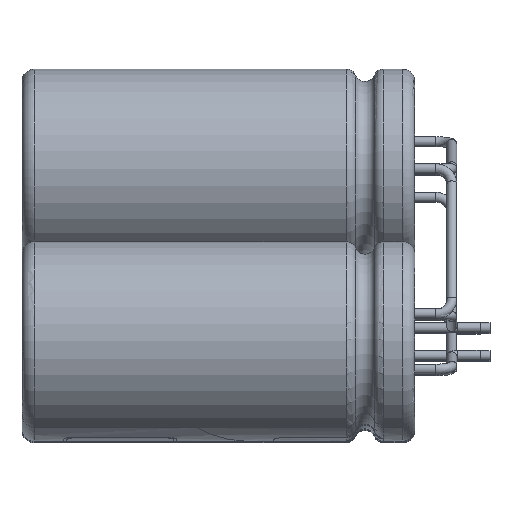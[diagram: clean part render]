
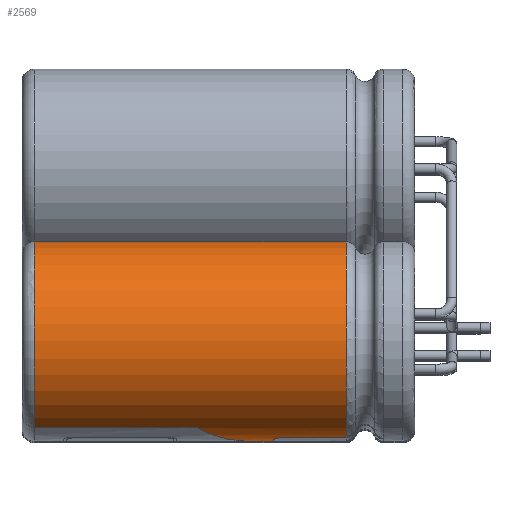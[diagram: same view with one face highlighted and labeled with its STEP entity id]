
A CAD part, top view. The second image highlights one B-rep face of the part: STEP entity #2569.
In plain terms, the highlighted cylindrical face has radius 9 mm (diameter 18 mm), a full revolution.
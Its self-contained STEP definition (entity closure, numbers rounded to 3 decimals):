
#166=B_SPLINE_CURVE_WITH_KNOTS('',3,(#5407,#5408,#5409,#5410,#5411,#5412,
#5413,#5414,#5415,#5416,#5417,#5418,#5419,#5420,#5421,#5422,#5423,#5424,
#5425,#5426,#5427,#5428),.UNSPECIFIED.,.F.,.F.,(4,3,3,3,3,3,3,4),(0.,0.152,
0.321,0.5,0.665,0.817,0.962,
1.),.UNSPECIFIED.);
#167=B_SPLINE_CURVE_WITH_KNOTS('',3,(#5432,#5433,#5434,#5435,#5436,#5437,
#5438,#5439,#5440,#5441,#5442,#5443,#5444,#5445,#5446,#5447,#5448,#5449,
#5450,#5451,#5452,#5453),.UNSPECIFIED.,.F.,.F.,(4,3,3,3,3,3,3,4),(0.,0.148,
0.3,0.471,0.5,0.699,0.854,
1.),.UNSPECIFIED.);
#206=LINE('',#5405,#295);
#207=LINE('',#5454,#296);
#214=LINE('',#5709,#303);
#215=LINE('',#5714,#304);
#216=LINE('',#5716,#305);
#295=VECTOR('',#3366,5.963);
#296=VECTOR('',#3369,5.963);
#303=VECTOR('',#3452,14.695);
#304=VECTOR('',#3457,14.695);
#305=VECTOR('',#3460,9.);
#362=ELLIPSE('',#2852,12.728,9.);
#363=ELLIPSE('',#2853,12.728,9.);
#391=CYLINDRICAL_SURFACE('',#2854,9.);
#566=FACE_OUTER_BOUND('',#742,.T.);
#742=EDGE_LOOP('',(#2004,#2005,#2006,#2007,#2008,#2009,#2010,#2011,#2012,
#2013,#2014,#2015,#2016,#2017,#2018,#2019,#2020,#2021,#2022));
#895=CIRCLE('',#2809,9.);
#896=CIRCLE('',#2811,9.);
#897=CIRCLE('',#2813,9.);
#902=CIRCLE('',#2821,9.);
#903=CIRCLE('',#2823,9.);
#908=CIRCLE('',#2832,9.);
#912=CIRCLE('',#2836,9.);
#918=CIRCLE('',#2849,9.);
#919=CIRCLE('',#2850,9.);
#1131=VERTEX_POINT('',#4414);
#1133=VERTEX_POINT('',#4472);
#1144=VERTEX_POINT('',#4651);
#1145=VERTEX_POINT('',#4677);
#1156=VERTEX_POINT('',#5257);
#1157=VERTEX_POINT('',#5304);
#1158=VERTEX_POINT('',#5338);
#1159=VERTEX_POINT('',#5373);
#1160=VERTEX_POINT('',#5404);
#1161=VERTEX_POINT('',#5406);
#1162=VERTEX_POINT('',#5429);
#1163=VERTEX_POINT('',#5431);
#1180=VERTEX_POINT('',#5681);
#1184=VERTEX_POINT('',#5704);
#1185=VERTEX_POINT('',#5708);
#1186=VERTEX_POINT('',#5710);
#1187=VERTEX_POINT('',#5712);
#1442=EDGE_CURVE('',#1157,#1156,#895,.T.);
#1444=EDGE_CURVE('',#1158,#1159,#896,.T.);
#1446=EDGE_CURVE('',#1144,#1160,#206,.F.);
#1447=EDGE_CURVE('',#1160,#1161,#166,.T.);
#1448=EDGE_CURVE('',#1161,#1162,#897,.T.);
#1449=EDGE_CURVE('',#1162,#1163,#167,.T.);
#1450=EDGE_CURVE('',#1163,#1145,#207,.T.);
#1455=EDGE_CURVE('',#1145,#1157,#902,.T.);
#1456=EDGE_CURVE('',#1159,#1144,#903,.T.);
#1473=EDGE_CURVE('',#1133,#1180,#908,.F.);
#1477=EDGE_CURVE('',#1180,#1131,#912,.F.);
#1485=EDGE_CURVE('',#1156,#1184,#918,.T.);
#1486=EDGE_CURVE('',#1184,#1158,#919,.T.);
#1487=EDGE_CURVE('',#1133,#1185,#214,.T.);
#1488=EDGE_CURVE('',#1185,#1186,#362,.T.);
#1489=EDGE_CURVE('',#1186,#1187,#363,.T.);
#1490=EDGE_CURVE('',#1187,#1131,#215,.F.);
#1491=EDGE_CURVE('',#1184,#1180,#216,.T.);
#2004=ORIENTED_EDGE('',*,*,#1485,.F.);
#2005=ORIENTED_EDGE('',*,*,#1442,.F.);
#2006=ORIENTED_EDGE('',*,*,#1455,.F.);
#2007=ORIENTED_EDGE('',*,*,#1450,.F.);
#2008=ORIENTED_EDGE('',*,*,#1449,.F.);
#2009=ORIENTED_EDGE('',*,*,#1448,.F.);
#2010=ORIENTED_EDGE('',*,*,#1447,.F.);
#2011=ORIENTED_EDGE('',*,*,#1446,.F.);
#2012=ORIENTED_EDGE('',*,*,#1456,.F.);
#2013=ORIENTED_EDGE('',*,*,#1444,.F.);
#2014=ORIENTED_EDGE('',*,*,#1486,.F.);
#2015=ORIENTED_EDGE('',*,*,#1491,.T.);
#2016=ORIENTED_EDGE('',*,*,#1477,.T.);
#2017=ORIENTED_EDGE('',*,*,#1490,.F.);
#2018=ORIENTED_EDGE('',*,*,#1489,.F.);
#2019=ORIENTED_EDGE('',*,*,#1488,.F.);
#2020=ORIENTED_EDGE('',*,*,#1487,.F.);
#2021=ORIENTED_EDGE('',*,*,#1473,.T.);
#2022=ORIENTED_EDGE('',*,*,#1491,.F.);
#2569=ADVANCED_FACE('',(#566),#391,.T.);
#2809=AXIS2_PLACEMENT_3D('',#5336,#3358,#3359);
#2811=AXIS2_PLACEMENT_3D('',#5374,#3362,#3363);
#2813=AXIS2_PLACEMENT_3D('',#5430,#3367,#3368);
#2821=AXIS2_PLACEMENT_3D('',#5462,#3384,#3385);
#2823=AXIS2_PLACEMENT_3D('',#5464,#3388,#3389);
#2832=AXIS2_PLACEMENT_3D('',#5682,#3410,#3411);
#2836=AXIS2_PLACEMENT_3D('',#5688,#3418,#3419);
#2849=AXIS2_PLACEMENT_3D('',#5705,#3446,#3447);
#2850=AXIS2_PLACEMENT_3D('',#5706,#3448,#3449);
#2852=AXIS2_PLACEMENT_3D('',#5711,#3453,#3454);
#2853=AXIS2_PLACEMENT_3D('',#5713,#3455,#3456);
#2854=AXIS2_PLACEMENT_3D('',#5715,#3458,#3459);
#3358=DIRECTION('center_axis',(0.,-1.,0.));
#3359=DIRECTION('ref_axis',(0.,0.,-1.));
#3362=DIRECTION('center_axis',(0.,-1.,0.));
#3363=DIRECTION('ref_axis',(0.,0.,-1.));
#3366=DIRECTION('',(0.,-1.,0.));
#3367=DIRECTION('center_axis',(0.,-1.,0.));
#3368=DIRECTION('ref_axis',(0.,0.,-1.));
#3369=DIRECTION('',(0.,-1.,0.));
#3384=DIRECTION('center_axis',(0.,-1.,0.));
#3385=DIRECTION('ref_axis',(0.,0.,-1.));
#3388=DIRECTION('center_axis',(0.,-1.,0.));
#3389=DIRECTION('ref_axis',(0.,0.,-1.));
#3410=DIRECTION('center_axis',(0.,1.,0.));
#3411=DIRECTION('ref_axis',(0.,0.,1.));
#3418=DIRECTION('center_axis',(0.,1.,0.));
#3419=DIRECTION('ref_axis',(0.,0.,1.));
#3446=DIRECTION('center_axis',(0.,-1.,0.));
#3447=DIRECTION('ref_axis',(0.,0.,-1.));
#3448=DIRECTION('center_axis',(0.,-1.,0.));
#3449=DIRECTION('ref_axis',(0.,0.,-1.));
#3452=DIRECTION('',(0.,-1.,0.));
#3453=DIRECTION('center_axis',(0.,0.707,-0.707));
#3454=DIRECTION('ref_axis',(0.,-0.707,-0.707));
#3455=DIRECTION('center_axis',(0.,0.707,0.707));
#3456=DIRECTION('ref_axis',(0.,-0.707,0.707));
#3457=DIRECTION('',(0.,-1.,0.));
#3458=DIRECTION('center_axis',(0.,-1.,0.));
#3459=DIRECTION('ref_axis',(0.,0.,-1.));
#3460=DIRECTION('',(0.,1.,0.));
#4414=CARTESIAN_POINT('',(6.794,32.633,-4.5));
#4472=CARTESIAN_POINT('',(6.794,32.633,4.5));
#4651=CARTESIAN_POINT('',(7.714,4.508,-2.25));
#4677=CARTESIAN_POINT('',(7.714,4.508,2.25));
#5257=CARTESIAN_POINT('',(6.794,4.508,4.5));
#5304=CARTESIAN_POINT('',(7.637,4.508,2.531));
#5336=CARTESIAN_POINT('Origin',(-1.,4.508,0.));
#5338=CARTESIAN_POINT('',(6.794,4.508,-4.5));
#5373=CARTESIAN_POINT('',(7.637,4.508,-2.531));
#5374=CARTESIAN_POINT('Origin',(-1.,4.508,0.));
#5404=CARTESIAN_POINT('',(7.714,10.47,-2.25));
#5405=CARTESIAN_POINT('',(7.714,10.47,-2.25));
#5406=CARTESIAN_POINT('',(7.84,11.033,-1.688));
#5407=CARTESIAN_POINT('Ctrl Pts',(7.714,10.47,-2.25));
#5408=CARTESIAN_POINT('Ctrl Pts',(7.714,10.516,-2.25));
#5409=CARTESIAN_POINT('Ctrl Pts',(7.716,10.561,-2.244));
#5410=CARTESIAN_POINT('Ctrl Pts',(7.719,10.605,-2.233));
#5411=CARTESIAN_POINT('Ctrl Pts',(7.722,10.654,-2.221));
#5412=CARTESIAN_POINT('Ctrl Pts',(7.726,10.701,-2.202));
#5413=CARTESIAN_POINT('Ctrl Pts',(7.732,10.745,-2.178));
#5414=CARTESIAN_POINT('Ctrl Pts',(7.739,10.791,-2.152));
#5415=CARTESIAN_POINT('Ctrl Pts',(7.747,10.833,-2.121));
#5416=CARTESIAN_POINT('Ctrl Pts',(7.756,10.87,-2.083));
#5417=CARTESIAN_POINT('Ctrl Pts',(7.764,10.904,-2.049));
#5418=CARTESIAN_POINT('Ctrl Pts',(7.773,10.933,-2.01));
#5419=CARTESIAN_POINT('Ctrl Pts',(7.782,10.957,-1.969));
#5420=CARTESIAN_POINT('Ctrl Pts',(7.791,10.979,-1.93));
#5421=CARTESIAN_POINT('Ctrl Pts',(7.8,10.997,-1.889));
#5422=CARTESIAN_POINT('Ctrl Pts',(7.809,11.01,-1.846));
#5423=CARTESIAN_POINT('Ctrl Pts',(7.817,11.022,-1.806));
#5424=CARTESIAN_POINT('Ctrl Pts',(7.826,11.029,-1.764));
#5425=CARTESIAN_POINT('Ctrl Pts',(7.834,11.032,-1.721));
#5426=CARTESIAN_POINT('Ctrl Pts',(7.836,11.032,-1.71));
#5427=CARTESIAN_POINT('Ctrl Pts',(7.838,11.033,-1.699));
#5428=CARTESIAN_POINT('Ctrl Pts',(7.84,11.033,-1.688));
#5429=CARTESIAN_POINT('',(7.84,11.033,1.688));
#5430=CARTESIAN_POINT('Origin',(-1.,11.033,0.));
#5431=CARTESIAN_POINT('',(7.714,10.47,2.25));
#5432=CARTESIAN_POINT('Ctrl Pts',(7.84,11.033,1.688));
#5433=CARTESIAN_POINT('Ctrl Pts',(7.832,11.033,1.731));
#5434=CARTESIAN_POINT('Ctrl Pts',(7.823,11.028,1.774));
#5435=CARTESIAN_POINT('Ctrl Pts',(7.815,11.018,1.816));
#5436=CARTESIAN_POINT('Ctrl Pts',(7.806,11.007,1.86));
#5437=CARTESIAN_POINT('Ctrl Pts',(7.797,10.992,1.902));
#5438=CARTESIAN_POINT('Ctrl Pts',(7.788,10.972,1.942));
#5439=CARTESIAN_POINT('Ctrl Pts',(7.778,10.949,1.986));
#5440=CARTESIAN_POINT('Ctrl Pts',(7.769,10.921,2.028));
#5441=CARTESIAN_POINT('Ctrl Pts',(7.76,10.888,2.065));
#5442=CARTESIAN_POINT('Ctrl Pts',(7.759,10.882,2.071));
#5443=CARTESIAN_POINT('Ctrl Pts',(7.757,10.876,2.077));
#5444=CARTESIAN_POINT('Ctrl Pts',(7.756,10.87,2.083));
#5445=CARTESIAN_POINT('Ctrl Pts',(7.746,10.829,2.125));
#5446=CARTESIAN_POINT('Ctrl Pts',(7.737,10.781,2.16));
#5447=CARTESIAN_POINT('Ctrl Pts',(7.73,10.729,2.187));
#5448=CARTESIAN_POINT('Ctrl Pts',(7.725,10.688,2.208));
#5449=CARTESIAN_POINT('Ctrl Pts',(7.721,10.645,2.224));
#5450=CARTESIAN_POINT('Ctrl Pts',(7.718,10.6,2.235));
#5451=CARTESIAN_POINT('Ctrl Pts',(7.716,10.558,2.245));
#5452=CARTESIAN_POINT('Ctrl Pts',(7.714,10.514,2.25));
#5453=CARTESIAN_POINT('Ctrl Pts',(7.714,10.47,2.25));
#5454=CARTESIAN_POINT('',(7.714,10.47,2.25));
#5462=CARTESIAN_POINT('Origin',(-1.,4.508,0.));
#5464=CARTESIAN_POINT('Origin',(-1.,4.508,0.));
#5681=CARTESIAN_POINT('',(-1.,32.633,9.));
#5682=CARTESIAN_POINT('Origin',(-1.,32.633,0.));
#5688=CARTESIAN_POINT('Origin',(-1.,32.633,0.));
#5704=CARTESIAN_POINT('',(-1.,4.508,9.));
#5705=CARTESIAN_POINT('Origin',(-1.,4.508,0.));
#5706=CARTESIAN_POINT('Origin',(-1.,4.508,0.));
#5708=CARTESIAN_POINT('',(6.794,17.938,4.5));
#5709=CARTESIAN_POINT('',(6.794,32.633,4.5));
#5710=CARTESIAN_POINT('',(8.,13.438,0.));
#5711=CARTESIAN_POINT('Origin',(-1.,13.438,0.));
#5712=CARTESIAN_POINT('',(6.794,17.938,-4.5));
#5713=CARTESIAN_POINT('Origin',(-1.,13.438,0.));
#5714=CARTESIAN_POINT('',(6.794,32.633,-4.5));
#5715=CARTESIAN_POINT('Origin',(-1.,33.758,0.));
#5716=CARTESIAN_POINT('',(-1.,33.758,9.));
